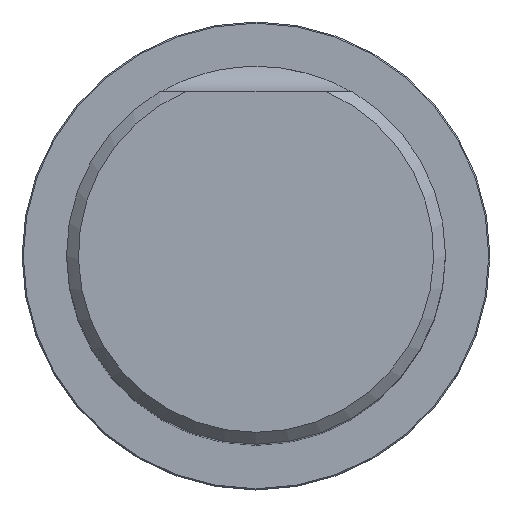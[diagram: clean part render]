
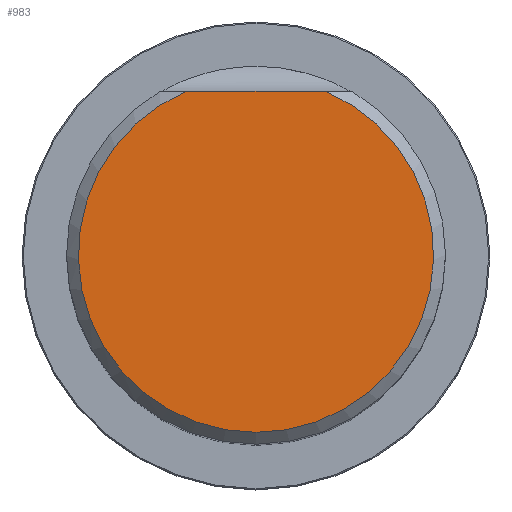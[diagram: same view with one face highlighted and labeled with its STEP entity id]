
A CAD part, top view. The second image highlights one B-rep face of the part: STEP entity #983.
In plain terms, the highlighted planar face has unit normal (0, 0, 1).
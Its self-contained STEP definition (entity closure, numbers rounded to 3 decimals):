
#200=PLANE('',#5041);
#425=LINE('',#7303,#679);
#679=VECTOR('',#5646,1.);
#983=ADVANCED_FACE('CU_SU_1',(#1319),#200,.T.);
#1319=FACE_OUTER_BOUND('',#1561,.T.);
#1561=EDGE_LOOP('',(#2261,#2262));
#1992=CIRCLE('',#5040,14.996);
#2261=ORIENTED_EDGE('',*,*,#4065,.F.);
#2262=ORIENTED_EDGE('',*,*,#4066,.F.);
#3579=VERTEX_POINT('',#7301);
#3580=VERTEX_POINT('',#7302);
#4065=EDGE_CURVE('',#3579,#3580,#1992,.T.);
#4066=EDGE_CURVE('',#3580,#3579,#425,.T.);
#5040=AXIS2_PLACEMENT_3D('',#7300,#5644,#5645);
#5041=AXIS2_PLACEMENT_3D('',#7304,#5647,#5648);
#5644=DIRECTION('',(0.,0.,-1.));
#5645=DIRECTION('',(1.,0.,0.));
#5646=DIRECTION('',(1.,0.,0.));
#5647=DIRECTION('',(0.,0.,1.));
#5648=DIRECTION('',(1.,0.,0.));
#7300=CARTESIAN_POINT('',(0.,0.,60.));
#7301=CARTESIAN_POINT('',(5.859,13.804,60.));
#7302=CARTESIAN_POINT('',(-5.859,13.804,60.));
#7303=CARTESIAN_POINT('',(-50.,13.804,60.));
#7304=CARTESIAN_POINT('',(0.,0.,60.));
